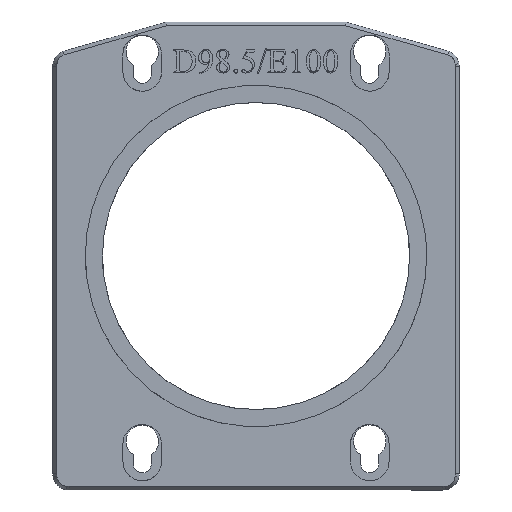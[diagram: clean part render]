
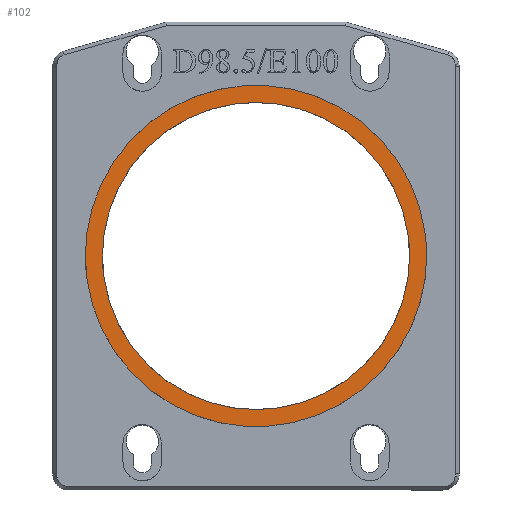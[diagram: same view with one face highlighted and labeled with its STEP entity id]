
A CAD part, top view. The second image highlights one B-rep face of the part: STEP entity #102.
In plain terms, the highlighted planar face has unit normal (0, 0, 1).
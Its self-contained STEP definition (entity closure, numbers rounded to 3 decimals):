
#33=FACE_BOUND('',#501,.T.);
#102=ADVANCED_FACE('',(#292,#33),#2984,.T.);
#292=FACE_OUTER_BOUND('',#500,.T.);
#500=EDGE_LOOP('',(#998,#999));
#501=EDGE_LOOP('',(#1000,#1001));
#998=ORIENTED_EDGE('',*,*,#1815,.F.);
#999=ORIENTED_EDGE('',*,*,#2092,.T.);
#1000=ORIENTED_EDGE('',*,*,#2094,.T.);
#1001=ORIENTED_EDGE('',*,*,#1819,.T.);
#1815=EDGE_CURVE('',#2769,#2770,#2182,.T.);
#1819=EDGE_CURVE('',#2771,#2772,#2186,.T.);
#2092=EDGE_CURVE('',#2769,#2770,#2233,.T.);
#2094=EDGE_CURVE('',#2772,#2771,#2235,.T.);
#2182=(
BOUNDED_CURVE()
B_SPLINE_CURVE(2,(#5664,#5665,#5666,#5667,#5668),.UNSPECIFIED.,.F.,.F.)
B_SPLINE_CURVE_WITH_KNOTS((3,2,3),(0.,105.,210.),.UNSPECIFIED.)
CURVE()
GEOMETRIC_REPRESENTATION_ITEM()
RATIONAL_B_SPLINE_CURVE((1.,0.707,1.,0.707,1.))
REPRESENTATION_ITEM('')
);
#2186=(
BOUNDED_CURVE()
B_SPLINE_CURVE(2,(#5675,#5676,#5677,#5678,#5679),.UNSPECIFIED.,.F.,.F.)
B_SPLINE_CURVE_WITH_KNOTS((3,2,3),(-188.943,-94.471,
0.),.UNSPECIFIED.)
CURVE()
GEOMETRIC_REPRESENTATION_ITEM()
RATIONAL_B_SPLINE_CURVE((1.,0.707,1.,0.707,1.))
REPRESENTATION_ITEM('')
);
#2233=(
BOUNDED_CURVE()
B_SPLINE_CURVE(2,(#6836,#6837,#6838,#6839,#6840),.UNSPECIFIED.,.F.,.F.)
B_SPLINE_CURVE_WITH_KNOTS((3,2,3),(-210.,-105.,0.),
 .UNSPECIFIED.)
CURVE()
GEOMETRIC_REPRESENTATION_ITEM()
RATIONAL_B_SPLINE_CURVE((1.,0.707,1.,0.707,1.))
REPRESENTATION_ITEM('')
);
#2235=(
BOUNDED_CURVE()
B_SPLINE_CURVE(2,(#6843,#6844,#6845,#6846,#6847),.UNSPECIFIED.,.F.,.F.)
B_SPLINE_CURVE_WITH_KNOTS((3,2,3),(-188.943,-94.471,
0.),.UNSPECIFIED.)
CURVE()
GEOMETRIC_REPRESENTATION_ITEM()
RATIONAL_B_SPLINE_CURVE((1.,0.707,1.,0.707,1.))
REPRESENTATION_ITEM('')
);
#2769=VERTEX_POINT('',#4913);
#2770=VERTEX_POINT('',#4914);
#2771=VERTEX_POINT('',#4915);
#2772=VERTEX_POINT('',#4916);
#2984=PLANE('',#3137);
#3137=AXIS2_PLACEMENT_3D('',#3685,#3242,$);
#3242=DIRECTION('',(0.,0.,1.));
#3685=CARTESIAN_POINT('',(-739.156,-53.465,8.605));
#4913=CARTESIAN_POINT('',(-728.644,9.547,8.605));
#4914=CARTESIAN_POINT('',(-623.644,9.547,8.605));
#4915=CARTESIAN_POINT('',(-628.908,9.547,8.605));
#4916=CARTESIAN_POINT('',(-723.379,9.547,8.605));
#5664=CARTESIAN_POINT('',(-728.644,9.547,8.605));
#5665=CARTESIAN_POINT('',(-728.644,62.047,8.605));
#5666=CARTESIAN_POINT('',(-676.144,62.047,8.605));
#5667=CARTESIAN_POINT('',(-623.644,62.047,8.605));
#5668=CARTESIAN_POINT('',(-623.644,9.547,8.605));
#5675=CARTESIAN_POINT('',(-628.908,9.547,8.605));
#5676=CARTESIAN_POINT('',(-628.908,-37.688,8.605));
#5677=CARTESIAN_POINT('',(-676.144,-37.688,8.605));
#5678=CARTESIAN_POINT('',(-723.379,-37.688,8.605));
#5679=CARTESIAN_POINT('',(-723.379,9.547,8.605));
#6836=CARTESIAN_POINT('',(-728.644,9.547,8.605));
#6837=CARTESIAN_POINT('',(-728.644,-42.953,8.605));
#6838=CARTESIAN_POINT('',(-676.144,-42.953,8.605));
#6839=CARTESIAN_POINT('',(-623.644,-42.953,8.605));
#6840=CARTESIAN_POINT('',(-623.644,9.547,8.605));
#6843=CARTESIAN_POINT('',(-723.379,9.547,8.605));
#6844=CARTESIAN_POINT('',(-723.379,56.783,8.605));
#6845=CARTESIAN_POINT('',(-676.144,56.783,8.605));
#6846=CARTESIAN_POINT('',(-628.908,56.783,8.605));
#6847=CARTESIAN_POINT('',(-628.908,9.547,8.605));
